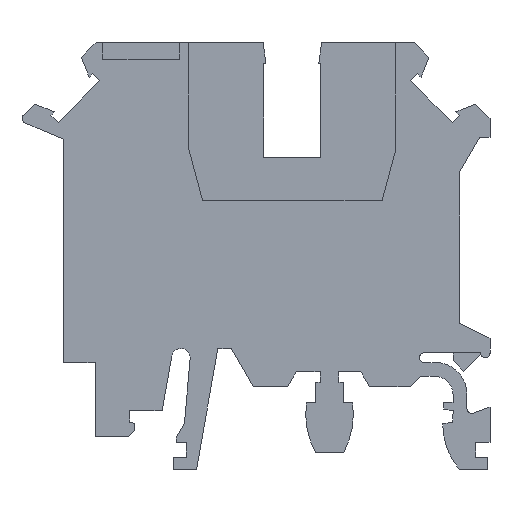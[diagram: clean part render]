
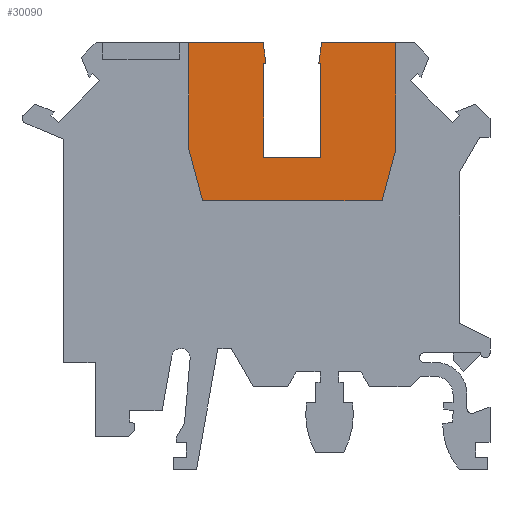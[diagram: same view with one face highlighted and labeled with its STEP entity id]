
A CAD part, left-side view. The second image highlights one B-rep face of the part: STEP entity #30090.
In plain terms, the highlighted face is planar.
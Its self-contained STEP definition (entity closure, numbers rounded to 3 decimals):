
#26380=CARTESIAN_POINT('',(42.346,72.019,
-5.6));
#26390=DIRECTION('',(-0.259,-0.966,0.));
#26400=VECTOR('',#26390,1.);
#26410=LINE('',#26380,#26400);
#26420=CARTESIAN_POINT('',(46.768,88.522,
-5.6));
#26430=VERTEX_POINT('',#26420);
#26440=CARTESIAN_POINT('',(45.295,83.022,
-5.6));
#26450=VERTEX_POINT('',#26440);
#26460=EDGE_CURVE('',#26430,#26450,#26410,.T.);
#26760=CARTESIAN_POINT('',(39.943,83.022,
-5.6));
#26770=DIRECTION('',(-1.,0.,0.));
#26780=VECTOR('',#26770,1.);
#26790=LINE('',#26760,#26780);
#26800=CARTESIAN_POINT('',(25.992,83.022,
-5.6));
#26810=VERTEX_POINT('',#26800);
#26820=EDGE_CURVE('',#26450,#26810,#26790,.T.);
#27110=CARTESIAN_POINT('',(46.768,100.022,
-5.6));
#27120=VERTEX_POINT('',#27110);
#27150=CARTESIAN_POINT('',(46.768,78.622,
-5.6));
#27160=DIRECTION('',(0.,1.,0.));
#27170=VECTOR('',#27160,1.);
#27180=LINE('',#27150,#27170);
#27190=EDGE_CURVE('',#26430,#27120,#27180,.T.);
#28290=CARTESIAN_POINT('',(38.718,97.772,
-5.6));
#28300=VERTEX_POINT('',#28290);
#28450=CARTESIAN_POINT('',(38.718,87.672,
-5.6));
#28460=VERTEX_POINT('',#28450);
#28490=CARTESIAN_POINT('',(38.718,78.622,
-5.6));
#28500=DIRECTION('',(0.,-1.,0.));
#28510=VECTOR('',#28500,1.);
#28520=LINE('',#28490,#28510);
#28530=EDGE_CURVE('',#28300,#28460,#28520,.T.);
#28740=CARTESIAN_POINT('',(32.568,87.672,
-5.6));
#28750=VERTEX_POINT('',#28740);
#28920=CARTESIAN_POINT('',(32.568,97.772,
-5.6));
#28930=VERTEX_POINT('',#28920);
#28960=CARTESIAN_POINT('',(32.568,78.622,
-5.6));
#28970=DIRECTION('',(0.,-1.,0.));
#28980=VECTOR('',#28970,1.);
#28990=LINE('',#28960,#28980);
#29000=EDGE_CURVE('',#28930,#28750,#28990,.T.);
#29200=CARTESIAN_POINT('',(21.943,87.672,
-5.6));
#29210=DIRECTION('',(1.,0.,0.));
#29220=VECTOR('',#29210,1.);
#29230=LINE('',#29200,#29220);
#29240=EDGE_CURVE('',#28750,#28460,#29230,.T.);
#29360=CARTESIAN_POINT('',(45.406,94.272,
-5.6));
#29370=DIRECTION('',(0.,0.,-1.));
#29380=DIRECTION('',(-1.,0.,0.));
#29390=AXIS2_PLACEMENT_3D('',#29360,#29370,#29380);
#29400=PLANE('',#29390);
#29410=CARTESIAN_POINT('',(21.943,100.022,
-5.6));
#29420=DIRECTION('',(1.,0.,0.));
#29430=VECTOR('',#29420,1.);
#29440=LINE('',#29410,#29430);
#29450=CARTESIAN_POINT('',(38.79,100.022,
-5.6));
#29460=VERTEX_POINT('',#29450);
#29470=EDGE_CURVE('',#29460,#27120,#29440,.T.);
#29480=ORIENTED_EDGE('',*,*,#29470,.T.);
#29490=CARTESIAN_POINT('',(35.972,78.622,
-5.6));
#29500=DIRECTION('',(0.131,0.991,0.));
#29510=VECTOR('',#29500,1.);
#29520=LINE('',#29490,#29510);
#29530=CARTESIAN_POINT('',(38.493,97.772,
-5.6));
#29540=VERTEX_POINT('',#29530);
#29550=EDGE_CURVE('',#29540,#29460,#29520,.T.);
#29560=ORIENTED_EDGE('',*,*,#29550,.T.);
#29570=CARTESIAN_POINT('',(21.943,97.772,
-5.6));
#29580=DIRECTION('',(-1.,0.,0.));
#29590=VECTOR('',#29580,1.);
#29600=LINE('',#29570,#29590);
#29610=EDGE_CURVE('',#28300,#29540,#29600,.T.);
#29620=ORIENTED_EDGE('',*,*,#29610,.T.);
#29630=ORIENTED_EDGE('',*,*,#28530,.F.);
#29640=ORIENTED_EDGE('',*,*,#29240,.T.);
#29650=ORIENTED_EDGE('',*,*,#29000,.T.);
#29660=CARTESIAN_POINT('',(21.943,97.772,
-5.6));
#29670=DIRECTION('',(-1.,0.,0.));
#29680=VECTOR('',#29670,1.);
#29690=LINE('',#29660,#29680);
#29700=CARTESIAN_POINT('',(32.793,97.772,
-5.6));
#29710=VERTEX_POINT('',#29700);
#29720=EDGE_CURVE('',#29710,#28930,#29690,.T.);
#29730=ORIENTED_EDGE('',*,*,#29720,.T.);
#29740=CARTESIAN_POINT('',(35.314,78.622,
-5.6));
#29750=DIRECTION('',(0.131,-0.991,0.));
#29760=VECTOR('',#29750,1.);
#29770=LINE('',#29740,#29760);
#29780=CARTESIAN_POINT('',(32.497,100.022,
-5.6));
#29790=VERTEX_POINT('',#29780);
#29800=EDGE_CURVE('',#29790,#29710,#29770,.T.);
#29810=ORIENTED_EDGE('',*,*,#29800,.T.);
#29820=CARTESIAN_POINT('',(21.943,100.022,
-5.6));
#29830=DIRECTION('',(1.,0.,0.));
#29840=VECTOR('',#29830,1.);
#29850=LINE('',#29820,#29840);
#29860=CARTESIAN_POINT('',(24.518,100.022,
-5.6));
#29870=VERTEX_POINT('',#29860);
#29880=EDGE_CURVE('',#29870,#29790,#29850,.T.);
#29890=ORIENTED_EDGE('',*,*,#29880,.T.);
#29900=CARTESIAN_POINT('',(24.518,78.622,
-5.6));
#29910=DIRECTION('',(0.,-1.,0.));
#29920=VECTOR('',#29910,1.);
#29930=LINE('',#29900,#29920);
#29940=CARTESIAN_POINT('',(24.518,88.522,
-5.6));
#29950=VERTEX_POINT('',#29940);
#29960=EDGE_CURVE('',#29870,#29950,#29930,.T.);
#29970=ORIENTED_EDGE('',*,*,#29960,.F.);
#29980=CARTESIAN_POINT('',(22.62,95.608,
-5.6));
#29990=DIRECTION('',(0.259,-0.966,0.));
#30000=VECTOR('',#29990,1.);
#30010=LINE('',#29980,#30000);
#30020=EDGE_CURVE('',#29950,#26810,#30010,.T.);
#30030=ORIENTED_EDGE('',*,*,#30020,.F.);
#30040=ORIENTED_EDGE('',*,*,#26820,.T.);
#30050=ORIENTED_EDGE('',*,*,#26460,.T.);
#30060=ORIENTED_EDGE('',*,*,#27190,.F.);
#30070=EDGE_LOOP('',(#30060,#30050,#30040,#30030,#29970,#29890,#29810,
#29730,#29650,#29640,#29630,#29620,#29560,#29480));
#30080=FACE_OUTER_BOUND('',#30070,.T.);
#30090=ADVANCED_FACE('',(#30080),#29400,.T.);
